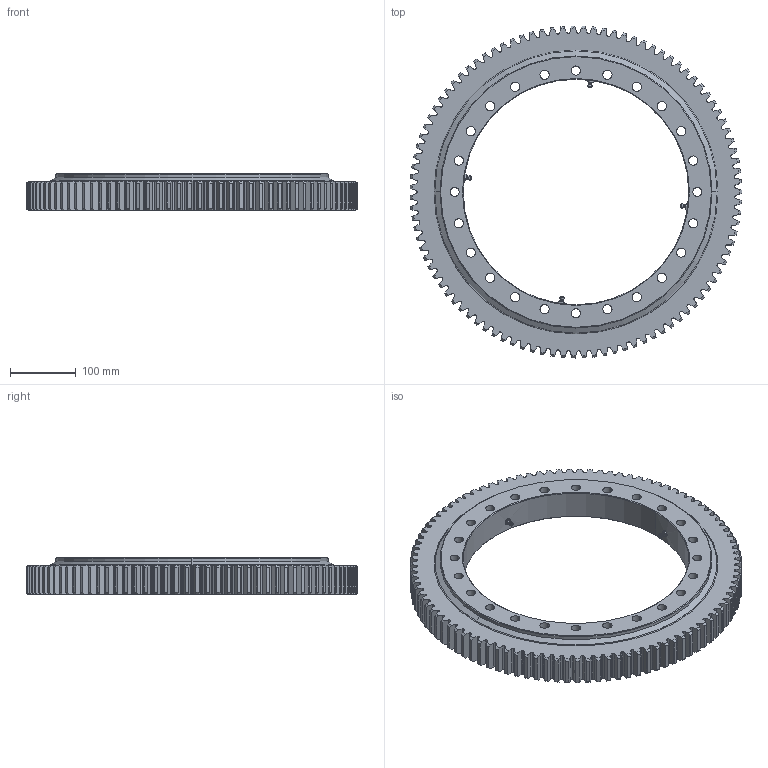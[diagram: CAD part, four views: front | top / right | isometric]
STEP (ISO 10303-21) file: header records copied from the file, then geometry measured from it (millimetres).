
FILE_DESCRIPTION (( 'STEP AP214' ), '1' );
FILE_NAME ('E.505.20.00.B.STEP', '2017-12-11T13:34:37', ( '' ), ( '' ), 'SwSTEP 2.0', 'SolidWorks 2015', '' );
FILE_SCHEMA (( 'AUTOMOTIVE_DESIGN' ));
Length unit declared in the file: millimetre
Products named in the file (7): Grease nipple M8x1mm; C.503.B20B.A3N.0 - IR Seal; Ball D20; C.503.B20B.A3N.0 - OR; C.503.B20B.A3N.0 - IR; E.505.20.00.B; C.503.B20B.A3N.0 - OR Seal
Assembly tree (63 placements, depth 2):
  E.505.20.00.B
    C.503.B20B.A3N.0 - IR
    C.503.B20B.A3N.0 - OR
    Ball D20  x55
    C.503.B20B.A3N.0 - IR Seal
    Grease nipple M8x1mm  x4
    C.503.B20B.A3N.0 - OR Seal
Bounding box: 503.25 x 503.29 x 56 mm (x, y, z)
Volume: 3977004.4 mm3; surface area: 774879.1 mm2
Topology: 63 solids, 63 shells, 1365 faces, 3897 edges, 2538 vertices
Faces by surface type: bspline 495, cone 331, cylinder 234, plane 153, sphere 110, torus 42
Entity records: 41721 total; most frequent: CARTESIAN_POINT 14173, ORIENTED_EDGE 6500, DIRECTION 4017, EDGE_CURVE 3250, VERTEX_POINT 2139, AXIS2_PLACEMENT_3D 1459, B_SPLINE_CURVE_WITH_KNOTS 1418, EDGE_LOOP 1245
